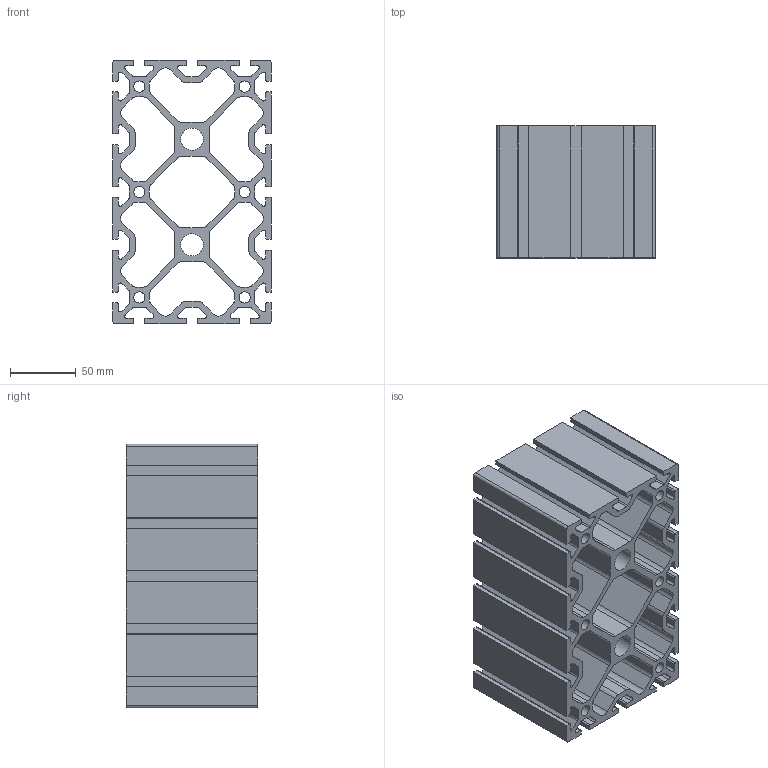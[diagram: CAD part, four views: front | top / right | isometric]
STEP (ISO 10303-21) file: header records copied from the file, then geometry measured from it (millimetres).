
FILE_DESCRIPTION(/* description */ ('PROF.120X200 16C XP'),/* implementation_level */ '2;1');
FILE_NAME(/* name */ 'BPRDD0000019.stp',/* time_stamp */ '2017-07-12T15:44:32+02:00',/* author */ ('fzagni'),/* organization */ (''),/* preprocessor_version */ 'ST-DEVELOPER v16.1',/* originating_system */ 'Autodesk Inventor 2016',/* authorisation */ '');
FILE_SCHEMA (('AUTOMOTIVE_DESIGN { 1 0 10303 214 3 1 1 }'));
Length unit declared in the file: millimetre
Products named in the file (1): 01.120200.XP16A (corretto)
Bounding box: 120 x 100 x 200 mm (x, y, z)
Volume: 725156.5 mm3; surface area: 299803.9 mm2
Topology: 1 solids, 1 shells, 378 faces, 1136 edges, 760 vertices
Faces by surface type: plane 202, cylinder 176
Full cylindrical faces by diameter (mm): 8.5 x6, 17 x2
Entity records: 12828 total; most frequent: CARTESIAN_POINT 2251, ORIENTED_EDGE 2240, DIRECTION 2230, EDGE_CURVE 1120, LINE 768, VECTOR 768, VERTEX_POINT 752, AXIS2_PLACEMENT_3D 731
